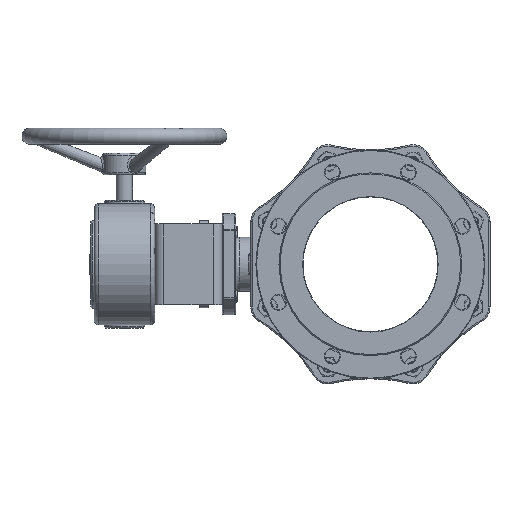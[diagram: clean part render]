
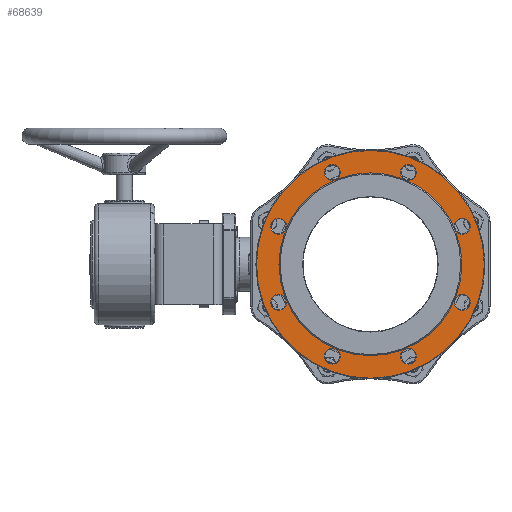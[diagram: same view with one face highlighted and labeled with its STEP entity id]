
A CAD part, left-side view. The second image highlights one B-rep face of the part: STEP entity #68639.
In plain terms, the highlighted planar face has unit normal (-1, 0, 0).
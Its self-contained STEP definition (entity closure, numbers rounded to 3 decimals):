
#6508 = CARTESIAN_POINT ( 'NONE',  ( -207., 0., 0. ) ) ;
#6509 = DIRECTION ( 'NONE',  ( -1., 0., 0. ) ) ;
#6510 = DIRECTION ( 'NONE',  ( 0., -1., 0. ) ) ;
#6511 = CARTESIAN_POINT ( 'NONE',  ( -207., 0., 0. ) ) ;
#6512 = DIRECTION ( 'NONE',  ( 1., 0., 0. ) ) ;
#6513 = DIRECTION ( 'NONE',  ( 0., -1., 0. ) ) ;
#6514 = CARTESIAN_POINT ( 'NONE',  ( -207., 136.272, -56.446 ) ) ;
#6515 = DIRECTION ( 'NONE',  ( 1., 0., 0. ) ) ;
#6516 = DIRECTION ( 'NONE',  ( 0., -1., 0. ) ) ;
#6517 = CARTESIAN_POINT ( 'NONE',  ( -207., 56.446, -136.272 ) ) ;
#6518 = DIRECTION ( 'NONE',  ( 1., 0., 0. ) ) ;
#6519 = DIRECTION ( 'NONE',  ( 0., -1., 0. ) ) ;
#6520 = CARTESIAN_POINT ( 'NONE',  ( -207., -56.446, -136.272 ) ) ;
#6521 = DIRECTION ( 'NONE',  ( 1., 0., 0. ) ) ;
#6522 = DIRECTION ( 'NONE',  ( 0., -1., 0. ) ) ;
#6523 = CARTESIAN_POINT ( 'NONE',  ( -207., -136.272, -56.446 ) ) ;
#6524 = DIRECTION ( 'NONE',  ( 1., 0., 0. ) ) ;
#6525 = DIRECTION ( 'NONE',  ( 0., -1., 0. ) ) ;
#6527 = CARTESIAN_POINT ( 'NONE',  ( -207., -136.272, 56.446 ) ) ;
#6528 = DIRECTION ( 'NONE',  ( 1., 0., 0. ) ) ;
#6529 = DIRECTION ( 'NONE',  ( 0., -1., 0. ) ) ;
#6530 = CARTESIAN_POINT ( 'NONE',  ( -207., -56.446, 136.272 ) ) ;
#6531 = DIRECTION ( 'NONE',  ( 1., 0., 0. ) ) ;
#6532 = DIRECTION ( 'NONE',  ( 0., -1., 0. ) ) ;
#6533 = CARTESIAN_POINT ( 'NONE',  ( -207., 56.446, 136.272 ) ) ;
#6534 = DIRECTION ( 'NONE',  ( 1., 0., 0. ) ) ;
#6535 = DIRECTION ( 'NONE',  ( 0., -1., 0. ) ) ;
#6537 = CARTESIAN_POINT ( 'NONE',  ( -207., 136.272, 56.446 ) ) ;
#6538 = DIRECTION ( 'NONE',  ( 1., 0., 0. ) ) ;
#6539 = DIRECTION ( 'NONE',  ( 0., -1., 0. ) ) ;
#17035 = AXIS2_PLACEMENT_3D ( 'NONE', #6508, #6509, #6510 ) ;
#17037 = AXIS2_PLACEMENT_3D ( 'NONE', #6511, #6512, #6513 ) ;
#17038 = CIRCLE ( 'NONE', #17035, 169. ) ;
#17039 = AXIS2_PLACEMENT_3D ( 'NONE', #6514, #6515, #6516 ) ;
#17040 = CIRCLE ( 'NONE', #17037, 135.663 ) ;
#17041 = AXIS2_PLACEMENT_3D ( 'NONE', #6517, #6518, #6519 ) ;
#17042 = CIRCLE ( 'NONE', #17039, 11.8 ) ;
#17043 = AXIS2_PLACEMENT_3D ( 'NONE', #6520, #6521, #6522 ) ;
#17044 = CIRCLE ( 'NONE', #17041, 11.8 ) ;
#17045 = AXIS2_PLACEMENT_3D ( 'NONE', #6523, #6524, #6525 ) ;
#17046 = CIRCLE ( 'NONE', #17043, 11.8 ) ;
#17047 = AXIS2_PLACEMENT_3D ( 'NONE', #6527, #6528, #6529 ) ;
#17048 = CIRCLE ( 'NONE', #17045, 11.8 ) ;
#17049 = AXIS2_PLACEMENT_3D ( 'NONE', #6530, #6531, #6532 ) ;
#17050 = CIRCLE ( 'NONE', #17047, 11.8 ) ;
#17051 = AXIS2_PLACEMENT_3D ( 'NONE', #6533, #6534, #6535 ) ;
#17052 = CIRCLE ( 'NONE', #17049, 11.8 ) ;
#17053 = AXIS2_PLACEMENT_3D ( 'NONE', #6537, #6538, #6539 ) ;
#17054 = CIRCLE ( 'NONE', #17051, 11.8 ) ;
#17056 = CIRCLE ( 'NONE', #17053, 11.8 ) ;
#18494 = FACE_BOUND ( 'NONE', #67227, .T. ) ;
#18523 = FACE_BOUND ( 'NONE', #67217, .T. ) ;
#18525 = FACE_OUTER_BOUND ( 'NONE', #67207, .T. ) ;
#18526 = FACE_BOUND ( 'NONE', #67219, .T. ) ;
#18528 = FACE_BOUND ( 'NONE', #67205, .T. ) ;
#18530 = FACE_BOUND ( 'NONE', #67221, .T. ) ;
#18532 = FACE_BOUND ( 'NONE', #67213, .T. ) ;
#18533 = FACE_BOUND ( 'NONE', #67223, .T. ) ;
#18535 = FACE_BOUND ( 'NONE', #67215, .T. ) ;
#18537 = FACE_BOUND ( 'NONE', #67225, .T. ) ;
#18539 = PLANE ( 'NONE',  #76765 ) ;
#18573 = CARTESIAN_POINT ( 'NONE',  ( -207., 170., 0. ) ) ;
#18575 = DIRECTION ( 'NONE',  ( -1., 0., 0. ) ) ;
#18577 = DIRECTION ( 'NONE',  ( 0., -1., 0. ) ) ;
#50617 = VERTEX_POINT ( 'NONE', #50623 ) ;
#50621 = VERTEX_POINT ( 'NONE', #50629 ) ;
#50623 = CARTESIAN_POINT ( 'NONE',  ( -207., -169., 0. ) ) ;
#50626 = VERTEX_POINT ( 'NONE', #50634 ) ;
#50629 = CARTESIAN_POINT ( 'NONE',  ( -207., -135.663, 0. ) ) ;
#50631 = VERTEX_POINT ( 'NONE', #50639 ) ;
#50634 = CARTESIAN_POINT ( 'NONE',  ( -207., 124.472, -56.446 ) ) ;
#50637 = VERTEX_POINT ( 'NONE', #50645 ) ;
#50639 = CARTESIAN_POINT ( 'NONE',  ( -207., 44.646, -136.272 ) ) ;
#50642 = VERTEX_POINT ( 'NONE', #50651 ) ;
#50645 = CARTESIAN_POINT ( 'NONE',  ( -207., -68.246, -136.272 ) ) ;
#50648 = VERTEX_POINT ( 'NONE', #50657 ) ;
#50651 = CARTESIAN_POINT ( 'NONE',  ( -207., -148.072, -56.446 ) ) ;
#50654 = VERTEX_POINT ( 'NONE', #50662 ) ;
#50657 = CARTESIAN_POINT ( 'NONE',  ( -207., -148.072, 56.446 ) ) ;
#50659 = VERTEX_POINT ( 'NONE', #50668 ) ;
#50662 = CARTESIAN_POINT ( 'NONE',  ( -207., -68.246, 136.272 ) ) ;
#50665 = VERTEX_POINT ( 'NONE', #50674 ) ;
#50668 = CARTESIAN_POINT ( 'NONE',  ( -207., 44.646, 136.272 ) ) ;
#50674 = CARTESIAN_POINT ( 'NONE',  ( -207., 124.472, 56.446 ) ) ;
#64819 = EDGE_CURVE ( 'NONE', #50617, #50617, #17038, .T. ) ;
#64820 = EDGE_CURVE ( 'NONE', #50621, #50621, #17040, .T. ) ;
#64821 = EDGE_CURVE ( 'NONE', #50626, #50626, #17042, .T. ) ;
#64822 = EDGE_CURVE ( 'NONE', #50631, #50631, #17044, .T. ) ;
#64823 = EDGE_CURVE ( 'NONE', #50637, #50637, #17046, .T. ) ;
#64824 = EDGE_CURVE ( 'NONE', #50642, #50642, #17048, .T. ) ;
#64825 = EDGE_CURVE ( 'NONE', #50648, #50648, #17050, .T. ) ;
#64826 = EDGE_CURVE ( 'NONE', #50654, #50654, #17052, .T. ) ;
#64827 = EDGE_CURVE ( 'NONE', #50659, #50659, #17054, .T. ) ;
#64828 = EDGE_CURVE ( 'NONE', #50665, #50665, #17056, .T. ) ;
#67205 = EDGE_LOOP ( 'NONE', ( #72177 ) ) ;
#67207 = EDGE_LOOP ( 'NONE', ( #72175 ) ) ;
#67213 = EDGE_LOOP ( 'NONE', ( #72179 ) ) ;
#67215 = EDGE_LOOP ( 'NONE', ( #72180 ) ) ;
#67217 = EDGE_LOOP ( 'NONE', ( #72181 ) ) ;
#67219 = EDGE_LOOP ( 'NONE', ( #72183 ) ) ;
#67221 = EDGE_LOOP ( 'NONE', ( #72184 ) ) ;
#67223 = EDGE_LOOP ( 'NONE', ( #72185 ) ) ;
#67225 = EDGE_LOOP ( 'NONE', ( #72187 ) ) ;
#67227 = EDGE_LOOP ( 'NONE', ( #72188 ) ) ;
#68639 = ADVANCED_FACE ( 'NONE', ( #18525, #18528, #18532, #18535, #18523, #18526, #18530, #18533, #18537, #18494 ), #18539, .T. ) ;
#72175 = ORIENTED_EDGE ( 'NONE', *, *, #64819, .T. ) ;
#72177 = ORIENTED_EDGE ( 'NONE', *, *, #64820, .T. ) ;
#72179 = ORIENTED_EDGE ( 'NONE', *, *, #64821, .T. ) ;
#72180 = ORIENTED_EDGE ( 'NONE', *, *, #64822, .T. ) ;
#72181 = ORIENTED_EDGE ( 'NONE', *, *, #64823, .T. ) ;
#72183 = ORIENTED_EDGE ( 'NONE', *, *, #64824, .T. ) ;
#72184 = ORIENTED_EDGE ( 'NONE', *, *, #64825, .T. ) ;
#72185 = ORIENTED_EDGE ( 'NONE', *, *, #64826, .T. ) ;
#72187 = ORIENTED_EDGE ( 'NONE', *, *, #64827, .T. ) ;
#72188 = ORIENTED_EDGE ( 'NONE', *, *, #64828, .T. ) ;
#76765 = AXIS2_PLACEMENT_3D ( 'NONE', #18573, #18575, #18577 ) ;
